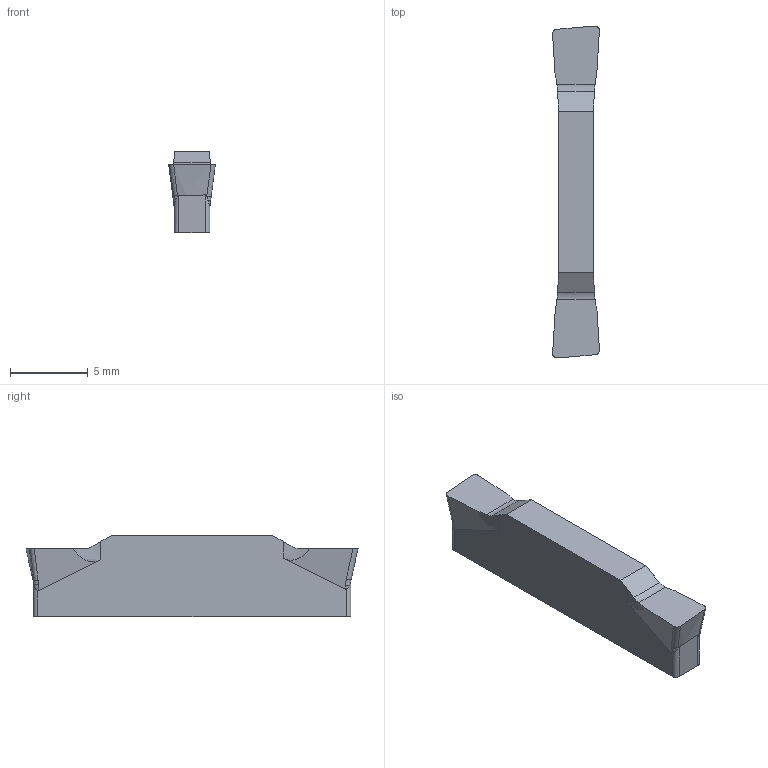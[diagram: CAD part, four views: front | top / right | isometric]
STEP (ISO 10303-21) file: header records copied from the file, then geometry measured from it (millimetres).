
FILE_DESCRIPTION((''),'2;1');
FILE_NAME('GY2M0300F030R05','2021-02-26T13:57:41',('tlyac05'),('PTC Japan'),'CREO PARAMETRIC BY PTC INC, 2018500','CREO PARAMETRIC BY PTC INC, 2018500','');
FILE_SCHEMA(('AUTOMOTIVE_DESIGN { 1 0 10303 214 1 1 1 1 }'));
Length unit declared in the file: millimetre
Products named in the file (1): GY2M0300F030R05
Bounding box: 3 x 21.3 x 5.2 mm (x, y, z)
Volume: 232.3 mm3; surface area: 319 mm2
Topology: 1 solids, 1 shells, 40 faces, 142 edges, 104 vertices
Faces by surface type: cylinder 16, plane 14, bspline 10
Entity records: 2885 total; most frequent: CARTESIAN_POINT 863, ORIENTED_EDGE 228, PRESENTATION_STYLE_ASSIGNMENT 185, DIRECTION 154, STYLED_ITEM 145, CURVE_STYLE 144, EDGE_CURVE 114, FILL_AREA_STYLE_COLOUR 81
